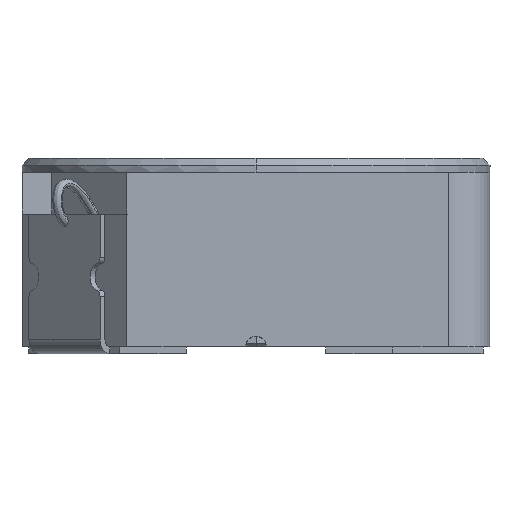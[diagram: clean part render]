
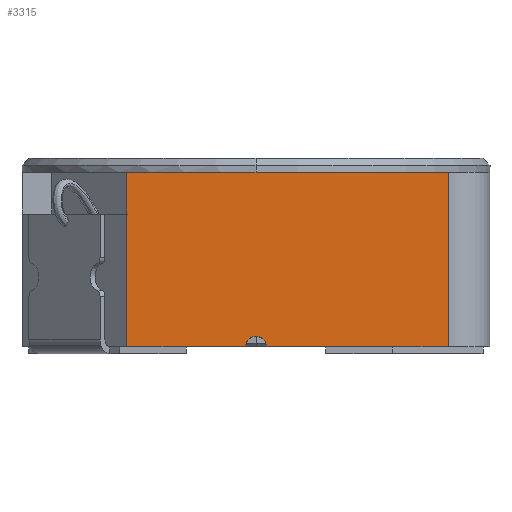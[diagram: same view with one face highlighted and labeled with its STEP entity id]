
A CAD part, left-side view. The second image highlights one B-rep face of the part: STEP entity #3315.
In plain terms, the highlighted planar face has unit normal (-1, 0, 0).
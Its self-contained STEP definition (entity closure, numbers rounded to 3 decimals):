
#274 = CARTESIAN_POINT ( 'NONE',  ( -3.35, 0., 0. ) ) ;
#853 = VERTEX_POINT ( 'NONE', #11647 ) ;
#1046 = ORIENTED_EDGE ( 'NONE', *, *, #2235, .F. ) ;
#1340 = LINE ( 'NONE', #14767, #6508 ) ;
#1621 = VERTEX_POINT ( 'NONE', #20787 ) ;
#1625 = EDGE_LOOP ( 'NONE', ( #13600, #12895, #1649, #7277, #18758, #1046, #10744, #20312 ) ) ;
#1649 = ORIENTED_EDGE ( 'NONE', *, *, #6374, .T. ) ;
#2235 = EDGE_CURVE ( 'NONE', #3090, #10933, #20955, .T. ) ;
#2924 = LINE ( 'NONE', #21630, #20282 ) ;
#2927 = LINE ( 'NONE', #6203, #20368 ) ;
#3001 = DIRECTION ( 'NONE',  ( 0., 0., -1. ) ) ;
#3090 = VERTEX_POINT ( 'NONE', #16131 ) ;
#3201 = CARTESIAN_POINT ( 'NONE',  ( -3.35, 3.35, 2.5 ) ) ;
#3315 = ADVANCED_FACE ( 'NONE', ( #13347 ), #16664, .F. ) ;
#3936 = DIRECTION ( 'NONE',  ( 0., -1., 0. ) ) ;
#5248 = DIRECTION ( 'NONE',  ( 0., -1., 0. ) ) ;
#6203 = CARTESIAN_POINT ( 'NONE',  ( -3.35, 3.35, 0. ) ) ;
#6374 = EDGE_CURVE ( 'NONE', #10352, #853, #2927, .T. ) ;
#6508 = VECTOR ( 'NONE', #3001, 1000. ) ;
#6591 = DIRECTION ( 'NONE',  ( 0., 0., -1. ) ) ;
#6912 = EDGE_CURVE ( 'NONE', #853, #16291, #17997, .T. ) ;
#6941 = CARTESIAN_POINT ( 'NONE',  ( -3.35, 3.35, 0. ) ) ;
#7184 = DIRECTION ( 'NONE',  ( 0., -1., 0. ) ) ;
#7277 = ORIENTED_EDGE ( 'NONE', *, *, #6912, .T. ) ;
#7580 = VECTOR ( 'NONE', #6591, 1000. ) ;
#9703 = CIRCLE ( 'NONE', #15345, 0.15 ) ;
#10243 = DIRECTION ( 'NONE',  ( 1., 0., 0. ) ) ;
#10352 = VERTEX_POINT ( 'NONE', #12566 ) ;
#10744 = ORIENTED_EDGE ( 'NONE', *, *, #11790, .T. ) ;
#10933 = VERTEX_POINT ( 'NONE', #16671 ) ;
#11550 = CARTESIAN_POINT ( 'NONE',  ( -3.35, 1.85, 0. ) ) ;
#11647 = CARTESIAN_POINT ( 'NONE',  ( -3.35, -2.75, 0. ) ) ;
#11790 = EDGE_CURVE ( 'NONE', #3090, #1621, #1340, .T. ) ;
#12566 = CARTESIAN_POINT ( 'NONE',  ( -3.35, -0.15, 0. ) ) ;
#12895 = ORIENTED_EDGE ( 'NONE', *, *, #13668, .F. ) ;
#13122 = LINE ( 'NONE', #21805, #7580 ) ;
#13227 = DIRECTION ( 'NONE',  ( 0., 1., 0. ) ) ;
#13347 = FACE_OUTER_BOUND ( 'NONE', #1625, .T. ) ;
#13600 = ORIENTED_EDGE ( 'NONE', *, *, #16526, .T. ) ;
#13668 = EDGE_CURVE ( 'NONE', #10352, #19553, #9703, .T. ) ;
#14096 = DIRECTION ( 'NONE',  ( 0., 0., 1. ) ) ;
#14697 = CARTESIAN_POINT ( 'NONE',  ( -3.35, 0.15, 0. ) ) ;
#14767 = CARTESIAN_POINT ( 'NONE',  ( -3.35, 1.85, 2.5 ) ) ;
#15345 = AXIS2_PLACEMENT_3D ( 'NONE', #274, #20511, #7184 ) ;
#15875 = LINE ( 'NONE', #6941, #19256 ) ;
#16131 = CARTESIAN_POINT ( 'NONE',  ( -3.35, 1.85, 2.5 ) ) ;
#16291 = VERTEX_POINT ( 'NONE', #18811 ) ;
#16493 = DIRECTION ( 'NONE',  ( 0., -1., 0. ) ) ;
#16526 = EDGE_CURVE ( 'NONE', #17351, #19553, #15875, .T. ) ;
#16664 = PLANE ( 'NONE',  #17205 ) ;
#16671 = CARTESIAN_POINT ( 'NONE',  ( -3.35, 0., 2.5 ) ) ;
#17205 = AXIS2_PLACEMENT_3D ( 'NONE', #3201, #10243, #13227 ) ;
#17351 = VERTEX_POINT ( 'NONE', #11550 ) ;
#17745 = VECTOR ( 'NONE', #3936, 1000. ) ;
#17829 = DIRECTION ( 'NONE',  ( 0., -1., 0. ) ) ;
#17966 = VECTOR ( 'NONE', #14096, 1000. ) ;
#17997 = LINE ( 'NONE', #19557, #17966 ) ;
#18758 = ORIENTED_EDGE ( 'NONE', *, *, #18776, .F. ) ;
#18776 = EDGE_CURVE ( 'NONE', #10933, #16291, #2924, .T. ) ;
#18811 = CARTESIAN_POINT ( 'NONE',  ( -3.35, -2.75, 2.5 ) ) ;
#19256 = VECTOR ( 'NONE', #5248, 1000. ) ;
#19553 = VERTEX_POINT ( 'NONE', #14697 ) ;
#19557 = CARTESIAN_POINT ( 'NONE',  ( -3.35, -2.75, 2.5 ) ) ;
#20153 = EDGE_CURVE ( 'NONE', #1621, #17351, #13122, .T. ) ;
#20282 = VECTOR ( 'NONE', #16493, 1000. ) ;
#20312 = ORIENTED_EDGE ( 'NONE', *, *, #20153, .T. ) ;
#20368 = VECTOR ( 'NONE', #17829, 1000. ) ;
#20511 = DIRECTION ( 'NONE',  ( -1., 0., 0. ) ) ;
#20787 = CARTESIAN_POINT ( 'NONE',  ( -3.35, 1.85, 1.9 ) ) ;
#20847 = CARTESIAN_POINT ( 'NONE',  ( -3.35, 3.35, 2.5 ) ) ;
#20955 = LINE ( 'NONE', #20847, #17745 ) ;
#21630 = CARTESIAN_POINT ( 'NONE',  ( -3.35, 3.35, 2.5 ) ) ;
#21805 = CARTESIAN_POINT ( 'NONE',  ( -3.35, 1.85, 2.5 ) ) ;
